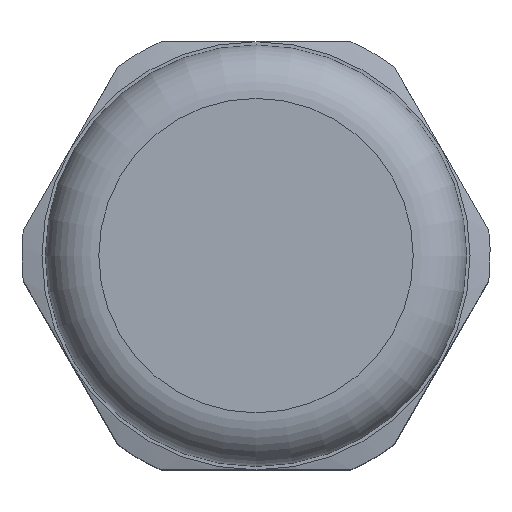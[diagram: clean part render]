
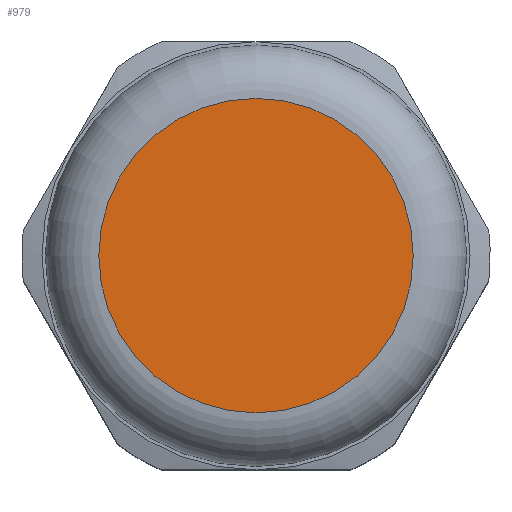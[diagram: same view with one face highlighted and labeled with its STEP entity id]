
A CAD part, top view. The second image highlights one B-rep face of the part: STEP entity #979.
In plain terms, the highlighted planar face has unit normal (0, 0, 1).
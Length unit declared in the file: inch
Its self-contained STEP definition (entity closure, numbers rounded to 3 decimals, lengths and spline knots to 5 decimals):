
#963=CARTESIAN_POINT('',(-0.79442,-0.45866,3.19619));
#964=DIRECTION('',(0.0,0.0,1.0));
#965=DIRECTION('',(-0.5,0.866,0.0));
#966=AXIS2_PLACEMENT_3D('',#963,#964,#965);
#967=PLANE('',#966);
#968=CARTESIAN_POINT('',(-0.80124,-0.4626,3.19619));
#969=VERTEX_POINT('',#968);
#970=CARTESIAN_POINT('',(0.,0.,3.19619));
#971=DIRECTION('',(0.,0.,-1.0));
#972=DIRECTION('',(-0.866,-0.5,0.));
#973=AXIS2_PLACEMENT_3D('',#970,#971,#972);
#974=CIRCLE('',#973,0.9252);
#975=EDGE_CURVE('',#969,#969,#974,.T.);
#976=ORIENTED_EDGE('',*,*,#975,.F.);
#977=EDGE_LOOP('',(#976));
#978=FACE_OUTER_BOUND('',#977,.T.);
#979=ADVANCED_FACE('',(#978),#967,.T.);
